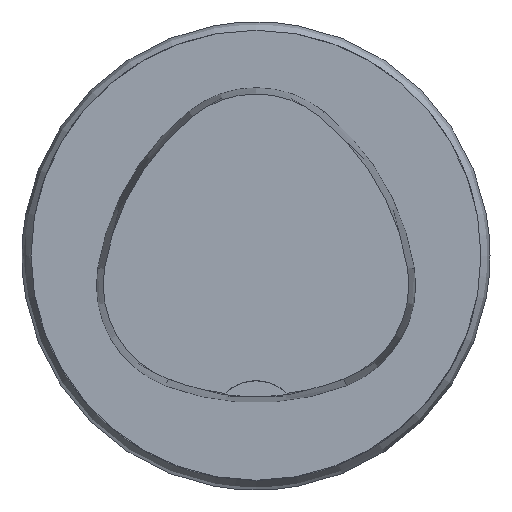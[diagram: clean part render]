
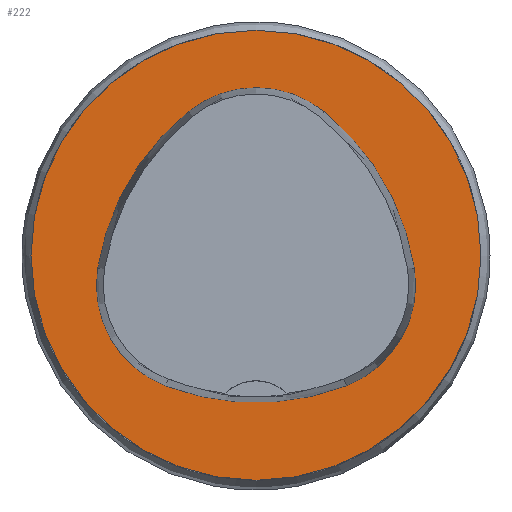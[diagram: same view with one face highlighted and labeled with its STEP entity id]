
A CAD part, top view. The second image highlights one B-rep face of the part: STEP entity #222.
In plain terms, the highlighted planar face has unit normal (0, 0, 1).
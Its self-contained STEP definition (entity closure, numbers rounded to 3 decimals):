
#199=FACE_BOUND('',#313,.T.);
#200=FACE_BOUND('',#314,.T.);
#222=ADVANCED_FACE('',(#199,#200),#241,.T.);
#241=PLANE('',#775);
#313=EDGE_LOOP('',(#406,#407,#408,#409,#410,#411));
#314=EDGE_LOOP('',(#412));
#406=ORIENTED_EDGE('',*,*,#546,.T.);
#407=ORIENTED_EDGE('',*,*,#526,.T.);
#408=ORIENTED_EDGE('',*,*,#530,.T.);
#409=ORIENTED_EDGE('',*,*,#533,.T.);
#410=ORIENTED_EDGE('',*,*,#536,.T.);
#411=ORIENTED_EDGE('',*,*,#544,.T.);
#412=ORIENTED_EDGE('',*,*,#517,.F.);
#471=VERTEX_POINT('',#1070);
#480=VERTEX_POINT('',#1089);
#481=VERTEX_POINT('',#1090);
#484=VERTEX_POINT('',#1098);
#486=VERTEX_POINT('',#1104);
#488=VERTEX_POINT('',#1110);
#495=VERTEX_POINT('',#1131);
#517=EDGE_CURVE('',#471,#471,#570,.T.);
#526=EDGE_CURVE('',#480,#481,#571,.T.);
#530=EDGE_CURVE('',#481,#484,#573,.T.);
#533=EDGE_CURVE('',#484,#486,#575,.T.);
#536=EDGE_CURVE('',#486,#488,#577,.T.);
#544=EDGE_CURVE('',#488,#495,#581,.T.);
#546=EDGE_CURVE('',#495,#480,#583,.T.);
#570=CIRCLE('',#747,25.);
#571=CIRCLE('',#753,28.);
#573=CIRCLE('',#756,12.);
#575=CIRCLE('',#759,28.);
#577=CIRCLE('',#762,12.);
#581=CIRCLE('',#767,28.);
#583=CIRCLE('',#770,12.);
#747=AXIS2_PLACEMENT_3D('',#1069,#879,#880);
#753=AXIS2_PLACEMENT_3D('',#1088,#895,#896);
#756=AXIS2_PLACEMENT_3D('',#1097,#903,#904);
#759=AXIS2_PLACEMENT_3D('',#1103,#910,#911);
#762=AXIS2_PLACEMENT_3D('',#1109,#917,#918);
#767=AXIS2_PLACEMENT_3D('',#1132,#929,#930);
#770=AXIS2_PLACEMENT_3D('',#1135,#935,#936);
#775=AXIS2_PLACEMENT_3D('',#1140,#945,#946);
#879=DIRECTION('',(0.,0.,-1.));
#880=DIRECTION('',(-1.,0.,0.));
#895=DIRECTION('',(0.,0.,-1.));
#896=DIRECTION('',(-1.,0.,0.));
#903=DIRECTION('',(0.,0.,-1.));
#904=DIRECTION('',(-1.,0.,0.));
#910=DIRECTION('',(0.,0.,-1.));
#911=DIRECTION('',(-1.,0.,0.));
#917=DIRECTION('',(0.,0.,-1.));
#918=DIRECTION('',(-1.,0.,0.));
#929=DIRECTION('',(0.,0.,-1.));
#930=DIRECTION('',(-1.,0.,0.));
#935=DIRECTION('',(0.,0.,-1.));
#936=DIRECTION('',(-1.,0.,0.));
#945=DIRECTION('',(0.,0.,1.));
#946=DIRECTION('',(1.,0.,0.));
#1069=CARTESIAN_POINT('',(0.,0.,0.));
#1070=CARTESIAN_POINT('',(-25.,0.,0.));
#1088=CARTESIAN_POINT('',(10.068,-5.824,0.));
#1089=CARTESIAN_POINT('',(-17.584,-1.424,0.));
#1090=CARTESIAN_POINT('',(-7.531,15.953,0.));
#1097=CARTESIAN_POINT('',(0.011,6.62,0.));
#1098=CARTESIAN_POINT('',(7.567,15.942,0.));
#1103=CARTESIAN_POINT('',(-10.063,-5.81,0.));
#1104=CARTESIAN_POINT('',(17.59,-1.418,0.));
#1109=CARTESIAN_POINT('',(5.739,-3.3,0.));
#1110=CARTESIAN_POINT('',(10.05,-14.499,0.));
#1131=CARTESIAN_POINT('',(-10.025,-14.516,0.));
#1132=CARTESIAN_POINT('',(-0.01,11.631,0.));
#1135=CARTESIAN_POINT('',(-5.733,-3.31,0.));
#1140=CARTESIAN_POINT('',(0.,0.,0.));
